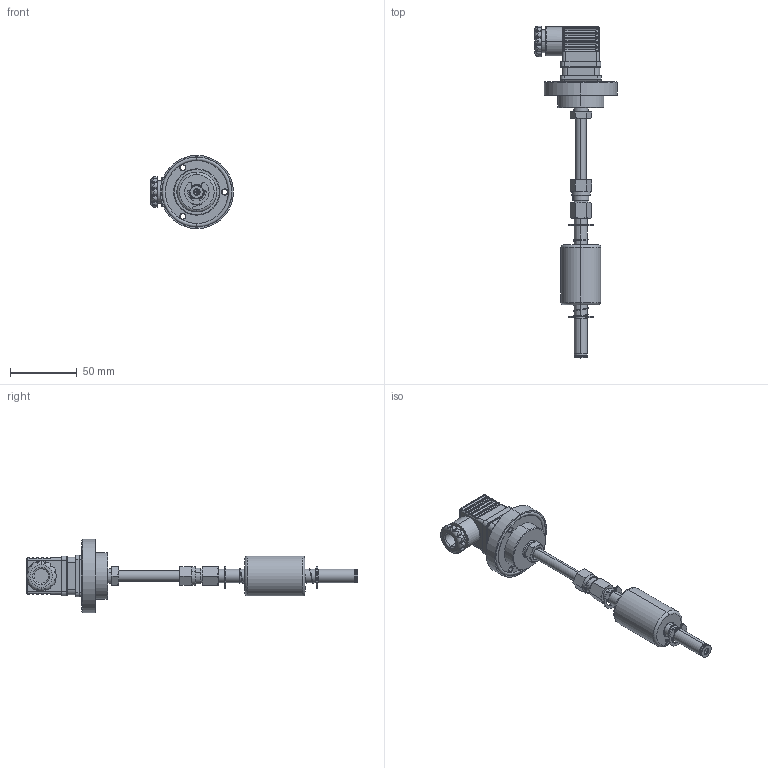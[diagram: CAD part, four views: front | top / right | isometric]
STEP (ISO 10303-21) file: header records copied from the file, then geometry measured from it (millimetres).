
FILE_DESCRIPTION (( 'STEP AP214' ), '1' );
FILE_NAME ('PKT.STEP', '2020-02-12T16:10:18', ( '' ), ( '' ), 'SwSTEP 2.0', 'SolidWorks 2019', '' );
FILE_SCHEMA (( 'AUTOMOTIVE_DESIGN' ));
Length unit declared in the file: millimetre
Products named in the file (1): PKT
Bounding box: 62.25 x 249.45 x 55 mm (x, y, z)
Surface area: 34480 mm2 (no closed solid volume)
Topology: 0 solids, 23 shells, 554 faces, 1560 edges, 990 vertices
Faces by surface type: cylinder 228, plane 154, bspline 64, torus 52, cone 46, sphere 10
Entity records: 34076 total; most frequent: CARTESIAN_POINT 14327, DIRECTION 2872, ORIENTED_EDGE 2692, EDGE_CURVE 1556, AXIS2_PLACEMENT_3D 1145, VERTEX_POINT 990, CIRCLE 654, EDGE_LOOP 604
